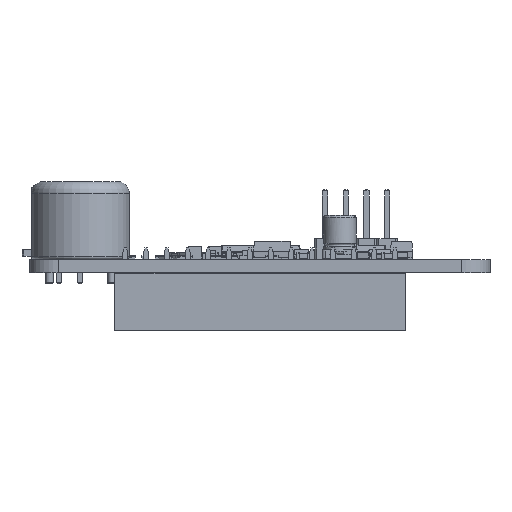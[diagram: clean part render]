
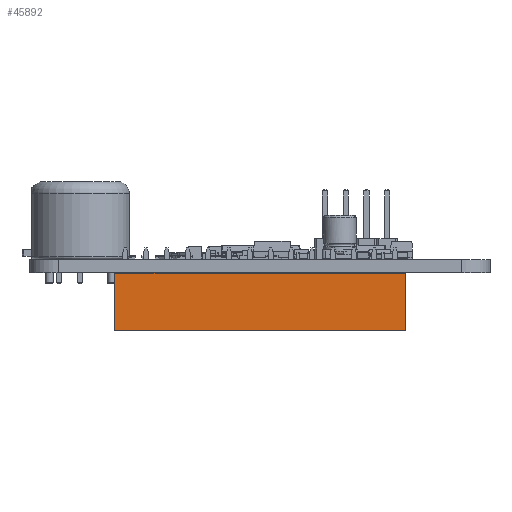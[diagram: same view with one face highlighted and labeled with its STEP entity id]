
A CAD part, left-side view. The second image highlights one B-rep face of the part: STEP entity #45892.
In plain terms, the highlighted planar face has unit normal (-1, 0, 0).
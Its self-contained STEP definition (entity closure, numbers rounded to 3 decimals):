
#44269 = VERTEX_POINT('',#44270);
#44270 = CARTESIAN_POINT('',(-1.27,-34.29,0.));
#44278 = EDGE_CURVE('',#44269,#44279,#44281,.T.);
#44279 = VERTEX_POINT('',#44280);
#44280 = CARTESIAN_POINT('',(-1.27,-34.29,7.));
#44281 = LINE('',#44282,#44283);
#44282 = CARTESIAN_POINT('',(-1.27,-34.29,0.));
#44283 = VECTOR('',#44284,1.);
#44284 = DIRECTION('',(0.,0.,1.));
#44341 = VERTEX_POINT('',#44342);
#44342 = CARTESIAN_POINT('',(-1.27,1.27,7.));
#44348 = EDGE_CURVE('',#44349,#44341,#44351,.T.);
#44349 = VERTEX_POINT('',#44350);
#44350 = CARTESIAN_POINT('',(-1.27,1.27,0.));
#44351 = LINE('',#44352,#44353);
#44352 = CARTESIAN_POINT('',(-1.27,1.27,0.));
#44353 = VECTOR('',#44354,1.);
#44354 = DIRECTION('',(0.,0.,1.));
#44413 = EDGE_CURVE('',#44341,#44279,#44414,.T.);
#44414 = LINE('',#44415,#44416);
#44415 = CARTESIAN_POINT('',(-1.27,1.27,7.));
#44416 = VECTOR('',#44417,1.);
#44417 = DIRECTION('',(0.,-1.,0.));
#44911 = EDGE_CURVE('',#44349,#44269,#44912,.T.);
#44912 = LINE('',#44913,#44914);
#44913 = CARTESIAN_POINT('',(-1.27,1.27,0.));
#44914 = VECTOR('',#44915,1.);
#44915 = DIRECTION('',(0.,-1.,0.));
#45892 = ADVANCED_FACE('',(#45893),#45899,.F.);
#45893 = FACE_BOUND('',#45894,.F.);
#45894 = EDGE_LOOP('',(#45895,#45896,#45897,#45898));
#45895 = ORIENTED_EDGE('',*,*,#44348,.T.);
#45896 = ORIENTED_EDGE('',*,*,#44413,.T.);
#45897 = ORIENTED_EDGE('',*,*,#44278,.F.);
#45898 = ORIENTED_EDGE('',*,*,#44911,.F.);
#45899 = PLANE('',#45900);
#45900 = AXIS2_PLACEMENT_3D('',#45901,#45902,#45903);
#45901 = CARTESIAN_POINT('',(-1.27,1.27,0.));
#45902 = DIRECTION('',(1.,0.,0.));
#45903 = DIRECTION('',(0.,-1.,0.));
